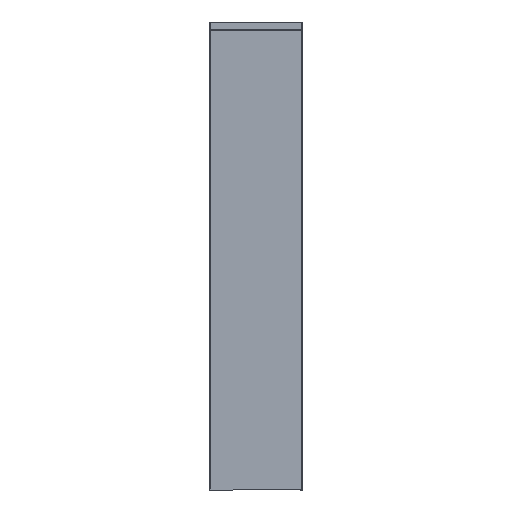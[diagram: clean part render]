
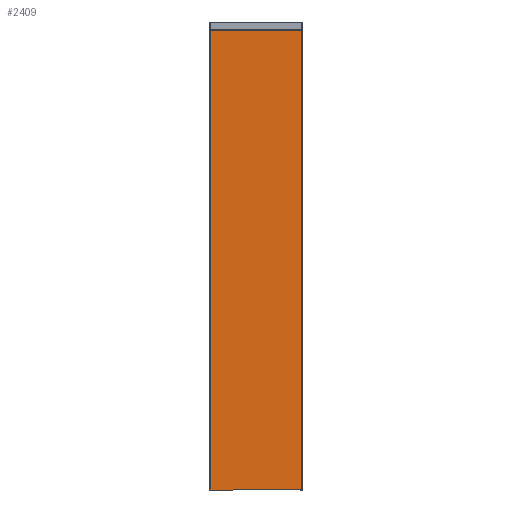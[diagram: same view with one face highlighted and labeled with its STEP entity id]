
A CAD part, front view. The second image highlights one B-rep face of the part: STEP entity #2409.
In plain terms, the highlighted planar face has unit normal (0, -1, 0).
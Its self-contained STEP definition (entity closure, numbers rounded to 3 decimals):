
#559=DIRECTION('',(-1.,0.,0.));
#560=VECTOR('',#559,596.);
#561=CARTESIAN_POINT('',(298.,0.,0.));
#562=LINE('',#561,#560);
#581=DIRECTION('',(0.,0.,-1.));
#582=VECTOR('',#581,2995.555);
#583=CARTESIAN_POINT('',(298.,0.,2995.555));
#584=LINE('',#583,#582);
#585=DIRECTION('',(0.,0.,1.));
#586=VECTOR('',#585,2995.555);
#587=CARTESIAN_POINT('',(-298.,0.,0.));
#588=LINE('',#587,#586);
#818=DIRECTION('',(1.,0.,0.));
#819=VECTOR('',#818,596.);
#820=CARTESIAN_POINT('',(-298.,0.,2995.555));
#821=LINE('',#820,#819);
#1146=CARTESIAN_POINT('',(-298.,0.,0.));
#1148=VERTEX_POINT('',#1146);
#1210=CARTESIAN_POINT('',(-298.,0.,2995.555));
#1212=VERTEX_POINT('',#1210);
#1262=CARTESIAN_POINT('',(298.,0.,0.));
#1263=VERTEX_POINT('',#1262);
#1280=CARTESIAN_POINT('',(298.,0.,2995.555));
#1281=VERTEX_POINT('',#1280);
#2396=CARTESIAN_POINT('',(0.,0.,3050.));
#2397=DIRECTION('',(0.,1.,0.));
#2398=DIRECTION('',(-1.,0.,0.));
#2399=AXIS2_PLACEMENT_3D('',#2396,#2397,#2398);
#2400=PLANE('',#2399);
#2401=ORIENTED_EDGE('',*,*,#2389,.T.);
#2402=ORIENTED_EDGE('',*,*,#2362,.T.);
#2404=ORIENTED_EDGE('',*,*,#2403,.T.);
#2406=ORIENTED_EDGE('',*,*,#2405,.T.);
#2407=EDGE_LOOP('',(#2401,#2402,#2404,#2406));
#2408=FACE_OUTER_BOUND('',#2407,.F.);
#2409=ADVANCED_FACE('',(#2408),#2400,.F.);
#2362=EDGE_CURVE('',#1263,#1148,#562,.T.);
#2389=EDGE_CURVE('',#1281,#1263,#584,.T.);
#2403=EDGE_CURVE('',#1148,#1212,#588,.T.);
#2405=EDGE_CURVE('',#1212,#1281,#821,.T.);
